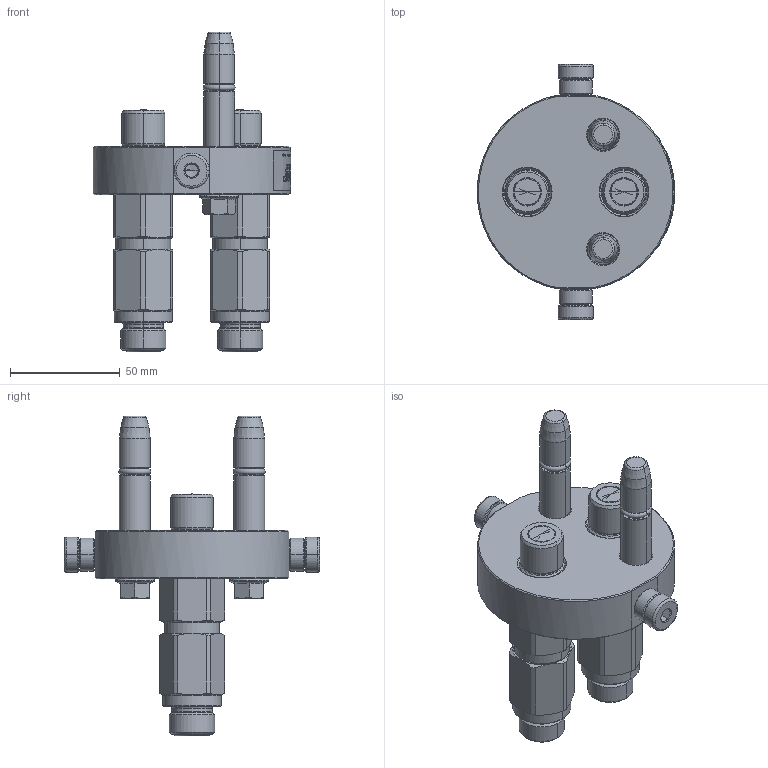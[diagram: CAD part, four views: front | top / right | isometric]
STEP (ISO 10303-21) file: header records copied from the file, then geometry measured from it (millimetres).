
FILE_DESCRIPTION (( 'STEP AP214' ), '1' );
FILE_NAME ('FASTER.step', '2025-01-13T08:58:40', ( '' ), ( '' ), 'SwSTEP 2.0', 'SolidWorks 2017', '' );
FILE_SCHEMA (( 'AUTOMOTIVE_DESIGN' ));
Length unit declared in the file: millimetre
Products named in the file (11): 1540_080_0008_000; 4820_010_0000_000; P206_M_BASE; 3ffnp3811_12sm; or2_62x9_19_m; 4830_028_1000_002; et002_tonda; 4830_013_3000_020; 4830_021_0000_000; FASTER
Assembly tree (16 placements, depth 3):
  FASTER
    P206_M_BASE
      4820_010_0000_000
      4830_021_0000_000  x2
      1540_080_0008_000  x2
      4830_013_3000_020  x2
      4830_028_1000_002  x2
      or2_62x9_19_m  x2
    3ffnp3811_12sm  x2
      3ffnp3811_12sm
    et002_tonda
Bounding box: 89.78 x 116 x 145.41 mm (x, y, z)
Volume: 1875.4 mm3; surface area: 68203.2 mm2
Topology: 5 solids, 42 shells, 1592 faces, 4302 edges, 2792 vertices
Faces by surface type: plane 666, bspline 295, cylinder 285, cone 240, torus 106
Entity records: 48580 total; most frequent: CARTESIAN_POINT 16921, ORIENTED_EDGE 6432, DIRECTION 4876, EDGE_CURVE 3317, VERTEX_POINT 2170, LINE 1826, VECTOR 1826, AXIS2_PLACEMENT_3D 1525
